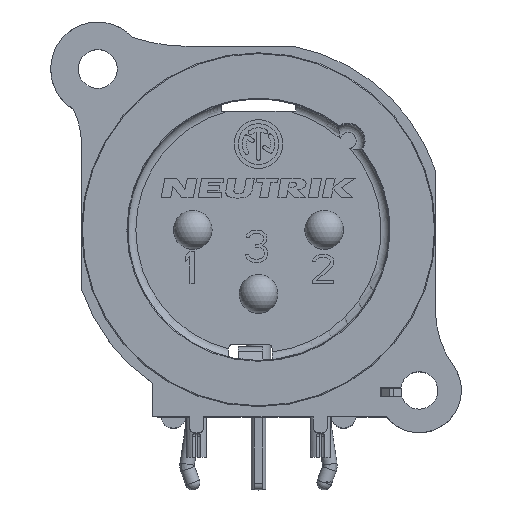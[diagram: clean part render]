
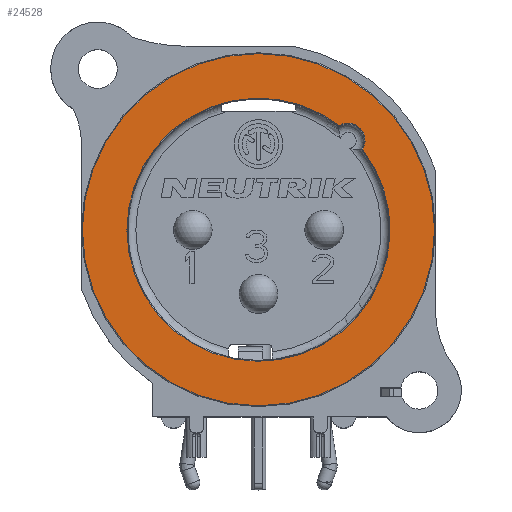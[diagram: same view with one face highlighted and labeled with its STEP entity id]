
A CAD part, top view. The second image highlights one B-rep face of the part: STEP entity #24528.
In plain terms, the highlighted planar face has unit normal (0, 0, 1).
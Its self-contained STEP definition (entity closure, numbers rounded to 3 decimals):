
#366 = CIRCLE ( 'NONE', #5273, 10.85 ) ;
#390 = AXIS2_PLACEMENT_3D ( 'NONE', #26297, #23516, #11651 ) ;
#4178 = CARTESIAN_POINT ( 'NONE',  ( 6.408, 17.463, 2.7 ) ) ;
#4519 = EDGE_LOOP ( 'NONE', ( #27850 ) ) ;
#5273 = AXIS2_PLACEMENT_3D ( 'NONE', #17762, #25012, #8128 ) ;
#5359 = DIRECTION ( 'NONE',  ( 1., 0., 0. ) ) ;
#7915 = EDGE_LOOP ( 'NONE', ( #30129, #30854 ) ) ;
#8128 = DIRECTION ( 'NONE',  ( 1., 0., 0. ) ) ;
#9037 = CARTESIAN_POINT ( 'NONE',  ( 0., 12.5, 2.7 ) ) ;
#9626 = FACE_BOUND ( 'NONE', #7915, .T. ) ;
#11651 = DIRECTION ( 'NONE',  ( 1., 0., 0. ) ) ;
#11844 = VERTEX_POINT ( 'NONE', #14560 ) ;
#12282 = FACE_OUTER_BOUND ( 'NONE', #4519, .T. ) ;
#14560 = CARTESIAN_POINT ( 'NONE',  ( 4.963, 18.908, 2.7 ) ) ;
#15077 = DIRECTION ( 'NONE',  ( 0., 0., -1. ) ) ;
#17762 = CARTESIAN_POINT ( 'NONE',  ( 0., 12.5, 2.7 ) ) ;
#18358 = CARTESIAN_POINT ( 'NONE',  ( 10.85, 12.5, 2.7 ) ) ;
#19965 = CARTESIAN_POINT ( 'NONE',  ( 0., 12.5, 2.7 ) ) ;
#21185 = VERTEX_POINT ( 'NONE', #4178 ) ;
#21339 = DIRECTION ( 'NONE',  ( 0., 0., 1. ) ) ;
#21407 = AXIS2_PLACEMENT_3D ( 'NONE', #9037, #21339, #23900 ) ;
#23507 = CIRCLE ( 'NONE', #31277, 8.106 ) ;
#23516 = DIRECTION ( 'NONE',  ( 0., 0., -1. ) ) ;
#23680 = PLANE ( 'NONE',  #21407 ) ;
#23900 = DIRECTION ( 'NONE',  ( 1., 0., 0. ) ) ;
#24528 = ADVANCED_FACE ( 'NONE', ( #9626, #12282 ), #23680, .T. ) ;
#25012 = DIRECTION ( 'NONE',  ( 0., 0., 1. ) ) ;
#25688 = EDGE_CURVE ( 'NONE', #28041, #28041, #366, .T. ) ;
#26297 = CARTESIAN_POINT ( 'NONE',  ( 5.515, 18.015, 2.7 ) ) ;
#27608 = EDGE_CURVE ( 'NONE', #11844, #21185, #28069, .T. ) ;
#27823 = EDGE_CURVE ( 'NONE', #21185, #11844, #23507, .T. ) ;
#27850 = ORIENTED_EDGE ( 'NONE', *, *, #25688, .T. ) ;
#28041 = VERTEX_POINT ( 'NONE', #18358 ) ;
#28069 = CIRCLE ( 'NONE', #390, 1.05 ) ;
#30129 = ORIENTED_EDGE ( 'NONE', *, *, #27823, .T. ) ;
#30854 = ORIENTED_EDGE ( 'NONE', *, *, #27608, .T. ) ;
#31277 = AXIS2_PLACEMENT_3D ( 'NONE', #19965, #15077, #5359 ) ;
